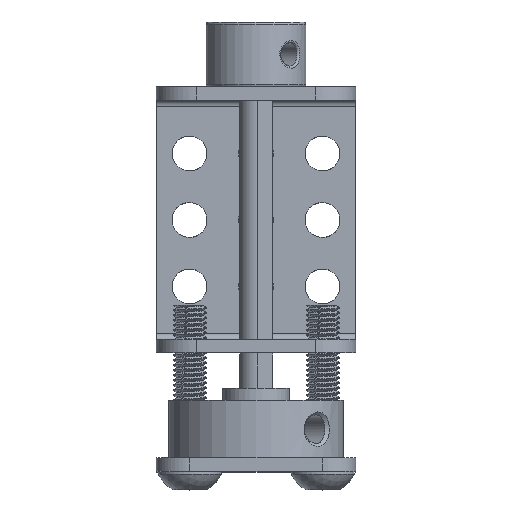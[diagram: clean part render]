
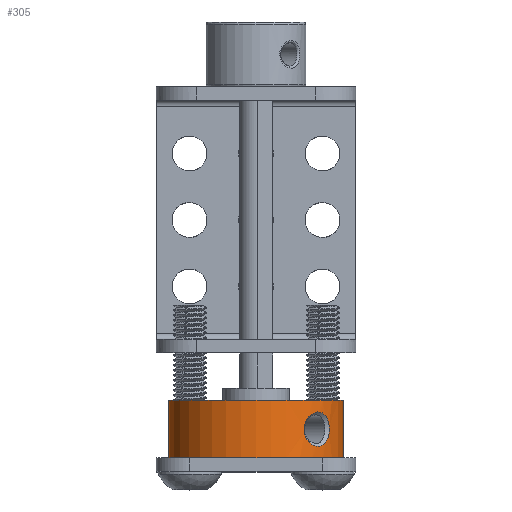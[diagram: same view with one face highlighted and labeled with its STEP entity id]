
A CAD part, top view. The second image highlights one B-rep face of the part: STEP entity #305.
In plain terms, the highlighted cylindrical face has radius 10.55 mm (diameter 21.1 mm), a full revolution.
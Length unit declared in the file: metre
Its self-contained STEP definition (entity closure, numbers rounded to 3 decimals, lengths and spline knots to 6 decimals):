
#305 = ADVANCED_FACE( '', ( #636, #637, #638 ), #639, .T. );
#636 = FACE_OUTER_BOUND( '', #1188, .T. );
#637 = FACE_OUTER_BOUND( '', #1189, .T. );
#638 = FACE_BOUND( '', #1190, .T. );
#639 = CYLINDRICAL_SURFACE( '', #1191, 0.01055 );
#1188 = EDGE_LOOP( '', ( #9658 ) );
#1189 = EDGE_LOOP( '', ( #9659 ) );
#1190 = EDGE_LOOP( '', ( #9660 ) );
#1191 = AXIS2_PLACEMENT_3D( '', #9661, #9662, #9663 );
#9658 = ORIENTED_EDGE( '', *, *, #11627, .F. );
#9659 = ORIENTED_EDGE( '', *, *, #11628, .T. );
#9660 = ORIENTED_EDGE( '', *, *, #11629, .T. );
#9661 = CARTESIAN_POINT( '', ( 0., 0., 0.00845 ) );
#9662 = DIRECTION( '', ( 0., 0., -1. ) );
#9663 = DIRECTION( '', ( -0.707, -0.707, 0. ) );
#11627 = EDGE_CURVE( '', #12315, #12315, #12316, .T. );
#11628 = EDGE_CURVE( '', #12317, #12317, #12318, .T. );
#11629 = EDGE_CURVE( '', #12319, #12319, #12320, .T. );
#12315 = VERTEX_POINT( '', #13873 );
#12316 = CIRCLE( '', #13874, 0.01055 );
#12317 = VERTEX_POINT( '', #13875 );
#12318 = CIRCLE( '', #13876, 0.01055 );
#12319 = VERTEX_POINT( '', #13877 );
#12320 = B_SPLINE_CURVE_WITH_KNOTS( '', 3, ( #13878, #13879, #13880, #13881, #13882, #13883, #13884, #13885, #13886, #13887, #13888, #13889, #13890, #13891, #13892, #13893, #13894, #13895, #13896, #13897, #13898, #13899, #13900, #13901, #13902, #13903, #13904, #13905, #13906, #13907, #13908, #13909, #13910, #13911, #13912 ), .UNSPECIFIED., .T., .F., ( 2, 1, 1, 1, 1, 1, 1, 1, 1, 1, 1, 1, 1, 1, 1, 1, 1, 1, 1, 1, 1, 1, 1, 1, 1, 1, 1, 1, 1, 1, 1, 1, 1, 1, 1, 1, 2 ), ( -0.062505, -0.031087, 0., 0.031083, 0.0625, 0.094007, 0.125002, 0.156243, 0.1875, 0.219015, 0.249997, 0.280938, 0.312494, 0.343756, 0.374993, 0.406008, 0.437495, 0.468865, 0.5, 0.531121, 0.5625, 0.593989, 0.625002, 0.656241, 0.6875, 0.719022, 0.749998, 0.78095, 0.812495, 0.843755, 0.874993, 0.905979, 0.937495, 0.968913, 1., 1.031083, 1.0625 ), .UNSPECIFIED. );
#13873 = CARTESIAN_POINT( '', ( 0.00746, 0.00746, 0.007 ) );
#13874 = AXIS2_PLACEMENT_3D( '', #20052, #20053, #20054 );
#13875 = CARTESIAN_POINT( '', ( 0.00746, 0.00746, 0. ) );
#13876 = AXIS2_PLACEMENT_3D( '', #20055, #20056, #20057 );
#13877 = CARTESIAN_POINT( '', ( 0., -0.01055, 0.005575 ) );
#13878 = CARTESIAN_POINT( '', ( -0.000415, -0.010545, 0.005549 ) );
#13879 = CARTESIAN_POINT( '', ( 0., -0.010553, 0.005588 ) );
#13880 = CARTESIAN_POINT( '', ( 0.000415, -0.010545, 0.005549 ) );
#13881 = CARTESIAN_POINT( '', ( 0.000815, -0.010521, 0.005431 ) );
#13882 = CARTESIAN_POINT( '', ( 0.001187, -0.010485, 0.005244 ) );
#13883 = CARTESIAN_POINT( '', ( 0.001515, -0.010442, 0.004989 ) );
#13884 = CARTESIAN_POINT( '', ( 0.001786, -0.010399, 0.004675 ) );
#13885 = CARTESIAN_POINT( '', ( 0.001988, -0.010361, 0.004311 ) );
#13886 = CARTESIAN_POINT( '', ( 0.002118, -0.010335, 0.003915 ) );
#13887 = CARTESIAN_POINT( '', ( 0.00216, -0.010326, 0.0035 ) );
#13888 = CARTESIAN_POINT( '', ( 0.002117, -0.010335, 0.003086 ) );
#13889 = CARTESIAN_POINT( '', ( 0.001988, -0.010361, 0.00269 ) );
#13890 = CARTESIAN_POINT( '', ( 0.001786, -0.010399, 0.002325 ) );
#13891 = CARTESIAN_POINT( '', ( 0.001515, -0.010442, 0.002011 ) );
#13892 = CARTESIAN_POINT( '', ( 0.001188, -0.010485, 0.001756 ) );
#13893 = CARTESIAN_POINT( '', ( 0.000816, -0.010521, 0.001569 ) );
#13894 = CARTESIAN_POINT( '', ( 0.000415, -0.010544, 0.001451 ) );
#13895 = CARTESIAN_POINT( '', ( 0., -0.010553, 0.001412 ) );
#13896 = CARTESIAN_POINT( '', ( -0.000415, -0.010544, 0.001451 ) );
#13897 = CARTESIAN_POINT( '', ( -0.000815, -0.010521, 0.001569 ) );
#13898 = CARTESIAN_POINT( '', ( -0.001187, -0.010485, 0.001756 ) );
#13899 = CARTESIAN_POINT( '', ( -0.001515, -0.010442, 0.002011 ) );
#13900 = CARTESIAN_POINT( '', ( -0.001786, -0.010399, 0.002325 ) );
#13901 = CARTESIAN_POINT( '', ( -0.001988, -0.010361, 0.002689 ) );
#13902 = CARTESIAN_POINT( '', ( -0.002117, -0.010336, 0.003086 ) );
#13903 = CARTESIAN_POINT( '', ( -0.00216, -0.010326, 0.0035 ) );
#13904 = CARTESIAN_POINT( '', ( -0.002118, -0.010335, 0.003914 ) );
#13905 = CARTESIAN_POINT( '', ( -0.001988, -0.010361, 0.004311 ) );
#13906 = CARTESIAN_POINT( '', ( -0.001786, -0.010399, 0.004675 ) );
#13907 = CARTESIAN_POINT( '', ( -0.001515, -0.010442, 0.004988 ) );
#13908 = CARTESIAN_POINT( '', ( -0.001187, -0.010485, 0.005244 ) );
#13909 = CARTESIAN_POINT( '', ( -0.000815, -0.010521, 0.005431 ) );
#13910 = CARTESIAN_POINT( '', ( -0.000415, -0.010545, 0.005549 ) );
#13911 = CARTESIAN_POINT( '', ( 0., -0.010553, 0.005588 ) );
#13912 = CARTESIAN_POINT( '', ( 0.000415, -0.010545, 0.005549 ) );
#20052 = CARTESIAN_POINT( '', ( 0., 0., 0.007 ) );
#20053 = DIRECTION( '', ( 0., 0., 1. ) );
#20054 = DIRECTION( '', ( 0.707, 0.707, 0. ) );
#20055 = CARTESIAN_POINT( '', ( 0., 0., 0. ) );
#20056 = DIRECTION( '', ( 0., 0., 1. ) );
#20057 = DIRECTION( '', ( 0.707, 0.707, 0. ) );
